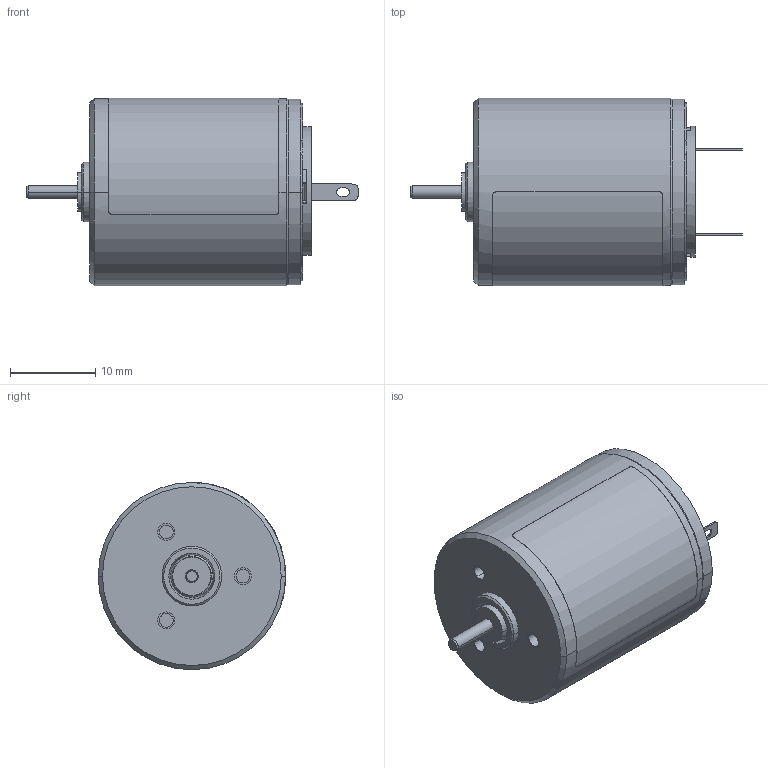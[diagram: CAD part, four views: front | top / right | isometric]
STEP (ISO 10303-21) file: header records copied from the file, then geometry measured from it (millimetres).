
FILE_DESCRIPTION((''),'2;1');
FILE_NAME('22S_28','2015-11-27T',('vinayak.bharmal'),(''),'PRO/ENGINEER BY PARAMETRIC TECHNOLOGY CORPORATION, 2014310','PRO/ENGINEER BY PARAMETRIC TECHNOLOGY CORPORATION, 2014310','');
FILE_SCHEMA(('CONFIG_CONTROL_DESIGN'));
Length unit declared in the file: millimetre
Products named in the file (1): 22S_28
Bounding box: 39 x 22.03 x 22.04 mm (x, y, z)
Volume: 9534.8 mm3; surface area: 3649 mm2
Topology: 1 solids, 7 shells, 369 faces, 967 edges, 616 vertices
Faces by surface type: plane 179, cylinder 117, cone 55, bspline 12, torus 6
Entity records: 12001 total; most frequent: CARTESIAN_POINT 2741, DIRECTION 1958, ORIENTED_EDGE 1922, EDGE_CURVE 967, AXIS2_PLACEMENT_3D 728, VERTEX_POINT 616, VECTOR 502, LINE 502
